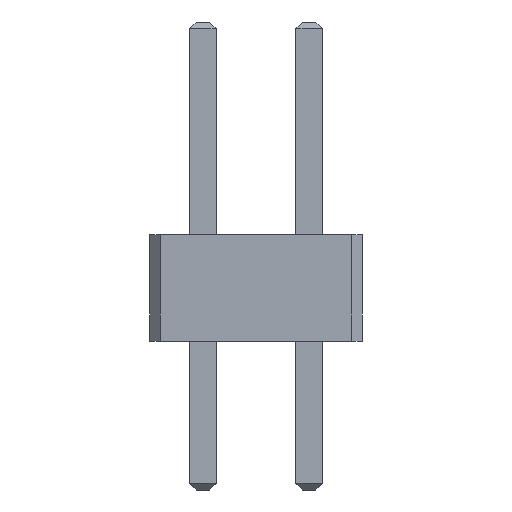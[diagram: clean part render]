
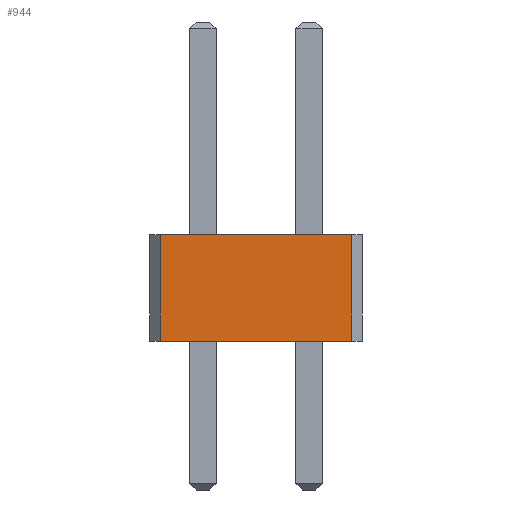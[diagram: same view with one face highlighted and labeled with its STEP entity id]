
A CAD part, front view. The second image highlights one B-rep face of the part: STEP entity #944.
In plain terms, the highlighted planar face has unit normal (0, -1, 0).
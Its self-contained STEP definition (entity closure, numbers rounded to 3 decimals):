
#13=DIRECTION('',(0.,0.,1.));
#27=VECTOR('',#13,1.);
#67=DIRECTION('',(1.,0.,0.));
#931=VERTEX_POINT('',#932);
#932=CARTESIAN_POINT('',(-0.8,-31.,2.));
#935=EDGE_CURVE('',#936,#931,#938,.T.);
#936=VERTEX_POINT('',#937);
#937=CARTESIAN_POINT('',(-0.8,-31.,0.));
#938=LINE('',#937,#27);
#944=ADVANCED_FACE('',(#945),#962,.F.);
#945=FACE_BOUND('',#946,.F.);
#946=EDGE_LOOP('',(#947,#948,#954,#959));
#947=ORIENTED_EDGE('',*,*,#935,.T.);
#948=ORIENTED_EDGE('',*,*,#949,.T.);
#949=EDGE_CURVE('',#931,#950,#952,.T.);
#950=VERTEX_POINT('',#951);
#951=CARTESIAN_POINT('',(2.8,-31.,2.));
#952=LINE('',#932,#953);
#953=VECTOR('',#67,1.);
#954=ORIENTED_EDGE('',*,*,#955,.F.);
#955=EDGE_CURVE('',#956,#950,#958,.T.);
#956=VERTEX_POINT('',#957);
#957=CARTESIAN_POINT('',(2.8,-31.,0.));
#958=LINE('',#957,#27);
#959=ORIENTED_EDGE('',*,*,#960,.F.);
#960=EDGE_CURVE('',#936,#956,#961,.T.);
#961=LINE('',#937,#953);
#962=PLANE('',#963);
#963=AXIS2_PLACEMENT_3D('',#937,#964,#67);
#964=DIRECTION('',(0.,1.,0.));
